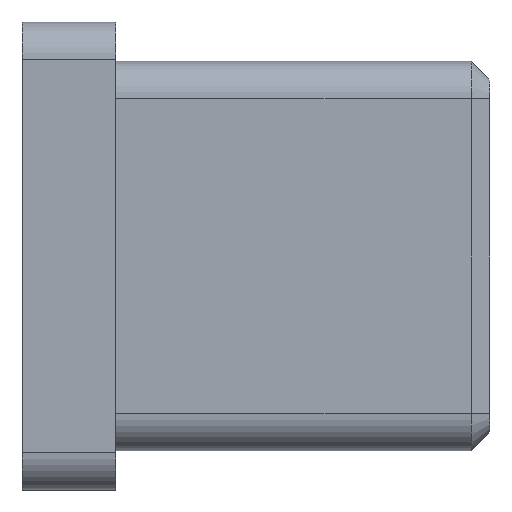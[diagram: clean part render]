
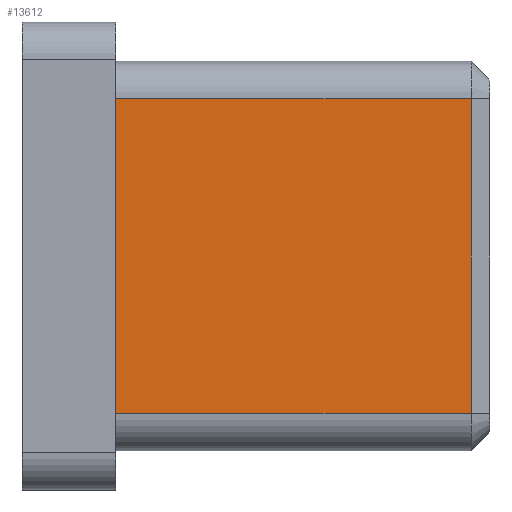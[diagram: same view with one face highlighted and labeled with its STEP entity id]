
A CAD part, left-side view. The second image highlights one B-rep face of the part: STEP entity #13612.
In plain terms, the highlighted planar face has unit normal (-1, 0, 0).
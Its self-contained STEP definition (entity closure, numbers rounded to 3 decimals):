
#50 = LINE ( 'NONE', #8065, #8330 ) ;
#383 = CARTESIAN_POINT ( 'NONE',  ( -10.4, -19., 8.4 ) ) ;
#889 = EDGE_CURVE ( 'NONE', #10996, #3047, #10117, .T. ) ;
#1176 = LINE ( 'NONE', #2890, #7832 ) ;
#2890 = CARTESIAN_POINT ( 'NONE',  ( -10.4, 0., 10.4 ) ) ;
#3047 = VERTEX_POINT ( 'NONE', #383 ) ;
#3195 = CARTESIAN_POINT ( 'NONE',  ( -10.4, -20., -8.4 ) ) ;
#3843 = DIRECTION ( 'NONE',  ( 0., 0., -1. ) ) ;
#4203 = DIRECTION ( 'NONE',  ( 0., 0., 1. ) ) ;
#5516 = EDGE_CURVE ( 'NONE', #10982, #10996, #11190, .T. ) ;
#5834 = CARTESIAN_POINT ( 'NONE',  ( -10.4, 0., 8.4 ) ) ;
#6656 = DIRECTION ( 'NONE',  ( 0., -1., 0. ) ) ;
#7072 = VECTOR ( 'NONE', #4203, 1000. ) ;
#7629 = DIRECTION ( 'NONE',  ( 0., 0., -1. ) ) ;
#7825 = ORIENTED_EDGE ( 'NONE', *, *, #889, .T. ) ;
#7832 = VECTOR ( 'NONE', #7629, 1000. ) ;
#8042 = FACE_OUTER_BOUND ( 'NONE', #8348, .T. ) ;
#8065 = CARTESIAN_POINT ( 'NONE',  ( -10.4, -20., 8.4 ) ) ;
#8330 = VECTOR ( 'NONE', #12571, 1000. ) ;
#8348 = EDGE_LOOP ( 'NONE', ( #14463, #7825, #11806, #12523 ) ) ;
#8685 = EDGE_CURVE ( 'NONE', #12355, #10982, #1176, .T. ) ;
#9658 = CARTESIAN_POINT ( 'NONE',  ( -10.4, -19., -8.4 ) ) ;
#10117 = LINE ( 'NONE', #10992, #7072 ) ;
#10735 = CARTESIAN_POINT ( 'NONE',  ( -10.4, 0., -8.4 ) ) ;
#10828 = EDGE_CURVE ( 'NONE', #3047, #12355, #50, .T. ) ;
#10982 = VERTEX_POINT ( 'NONE', #10735 ) ;
#10992 = CARTESIAN_POINT ( 'NONE',  ( -10.4, -19., 8.4 ) ) ;
#10996 = VERTEX_POINT ( 'NONE', #9658 ) ;
#11190 = LINE ( 'NONE', #3195, #13681 ) ;
#11806 = ORIENTED_EDGE ( 'NONE', *, *, #10828, .T. ) ;
#11831 = CARTESIAN_POINT ( 'NONE',  ( -10.4, -20., 10.4 ) ) ;
#11874 = DIRECTION ( 'NONE',  ( 1., 0., 0. ) ) ;
#12355 = VERTEX_POINT ( 'NONE', #5834 ) ;
#12523 = ORIENTED_EDGE ( 'NONE', *, *, #8685, .T. ) ;
#12571 = DIRECTION ( 'NONE',  ( 0., 1., 0. ) ) ;
#13196 = AXIS2_PLACEMENT_3D ( 'NONE', #11831, #11874, #3843 ) ;
#13612 = ADVANCED_FACE ( 'NONE', ( #8042 ), #14165, .F. ) ;
#13681 = VECTOR ( 'NONE', #6656, 1000. ) ;
#14165 = PLANE ( 'NONE',  #13196 ) ;
#14463 = ORIENTED_EDGE ( 'NONE', *, *, #5516, .T. ) ;
